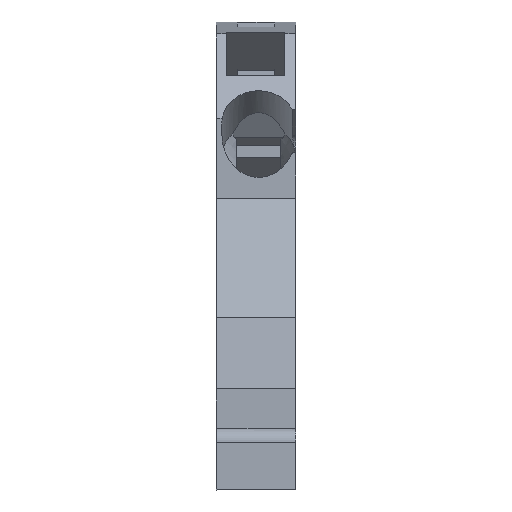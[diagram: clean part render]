
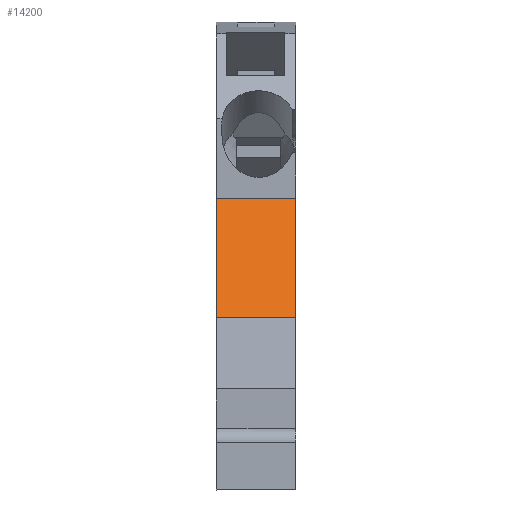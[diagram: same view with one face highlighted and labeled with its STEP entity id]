
A CAD part, front view. The second image highlights one B-rep face of the part: STEP entity #14200.
In plain terms, the highlighted face is planar.
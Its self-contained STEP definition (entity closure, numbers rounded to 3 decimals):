
#1680=CARTESIAN_POINT('',(81.287,141.197,
9.225));
#1690=VERTEX_POINT('',#1680);
#1720=CARTESIAN_POINT('',(70.847,135.877,
9.225));
#1730=DIRECTION('',(-0.891,-0.454,
0.));
#1740=VECTOR('',#1730,1.);
#1750=LINE('',#1720,#1740);
#1760=CARTESIAN_POINT('',(73.529,137.244,
9.225));
#1770=VERTEX_POINT('',#1760);
#1780=EDGE_CURVE('',#1690,#1770,#1750,.T.);
#10840=CARTESIAN_POINT('',(81.287,141.197,
14.375));
#10850=VERTEX_POINT('',#10840);
#13600=CARTESIAN_POINT('',(73.529,137.244,
14.375));
#13610=VERTEX_POINT('',#13600);
#13640=CARTESIAN_POINT('',(-0.023,99.767,
14.375));
#13650=DIRECTION('',(0.891,0.454,
0.));
#13660=VECTOR('',#13650,1.);
#13670=LINE('',#13640,#13660);
#13680=EDGE_CURVE('',#13610,#10850,#13670,.T.);
#13880=CARTESIAN_POINT('',(81.287,141.197,
4.475));
#13890=DIRECTION('',(0.,0.,1.));
#13900=VECTOR('',#13890,1.);
#13910=LINE('',#13880,#13900);
#13920=EDGE_CURVE('',#1690,#10850,#13910,.T.);
#14040=CARTESIAN_POINT('',(79.833,140.456,
9.225));
#14050=DIRECTION('',(0.454,-0.891,
0.));
#14060=DIRECTION('',(0.891,0.454,
0.));
#14070=AXIS2_PLACEMENT_3D('',#14040,#14050,#14060);
#14080=PLANE('',#14070);
#14090=ORIENTED_EDGE('',*,*,#1780,.T.);
#14100=ORIENTED_EDGE('',*,*,#13920,.F.);
#14110=ORIENTED_EDGE('',*,*,#13680,.T.);
#14120=CARTESIAN_POINT('',(73.529,137.244,
4.375));
#14130=DIRECTION('',(0.,0.,-1.));
#14140=VECTOR('',#14130,1.);
#14150=LINE('',#14120,#14140);
#14160=EDGE_CURVE('',#13610,#1770,#14150,.T.);
#14170=ORIENTED_EDGE('',*,*,#14160,.F.);
#14180=EDGE_LOOP('',(#14170,#14110,#14100,#14090));
#14190=FACE_OUTER_BOUND('',#14180,.T.);
#14200=ADVANCED_FACE('',(#14190),#14080,.F.);
